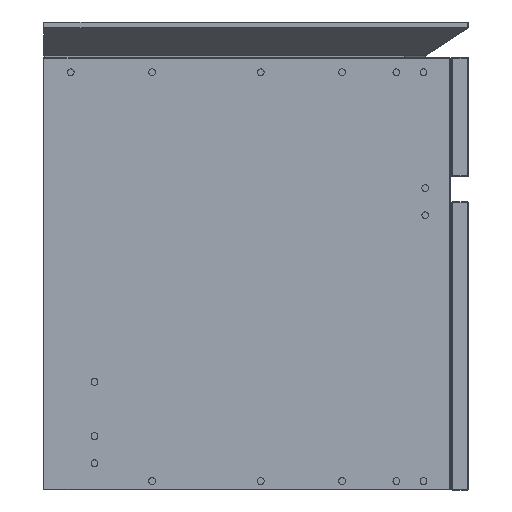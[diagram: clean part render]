
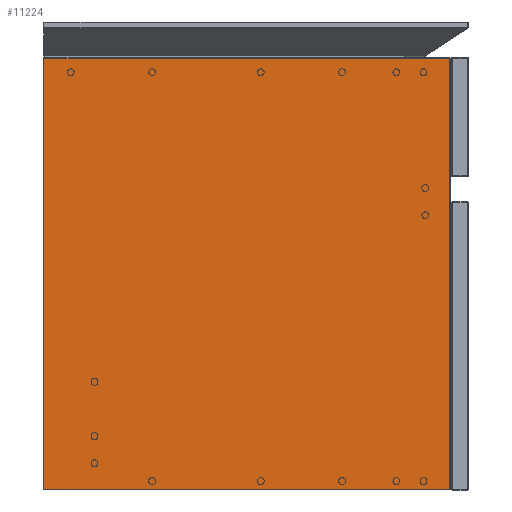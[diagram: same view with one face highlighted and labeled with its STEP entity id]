
A CAD part, left-side view. The second image highlights one B-rep face of the part: STEP entity #11224.
In plain terms, the highlighted planar face has unit normal (-1, 0, 0).
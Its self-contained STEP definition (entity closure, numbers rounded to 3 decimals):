
#11129=CARTESIAN_POINT('',(974.474,27221.6,-0.8));
#11130=VERTEX_POINT('',#11129);
#11137=CARTESIAN_POINT('',(974.474,26743.4,-0.8));
#11138=VERTEX_POINT('',#11137);
#11139=CARTESIAN_POINT('',(974.474,27221.6,-0.8));
#11140=DIRECTION('',(0.0,-1.0,0.0));
#11141=VECTOR('',#11140,478.2);
#11142=LINE('',#11139,#11141);
#11143=EDGE_CURVE('',#11130,#11138,#11142,.T.);
#11160=CARTESIAN_POINT('',(974.474,26743.4,-509.2));
#11161=VERTEX_POINT('',#11160);
#11162=CARTESIAN_POINT('',(974.474,26743.4,-0.8));
#11163=DIRECTION('',(0.0,0.0,-1.0));
#11164=VECTOR('',#11163,508.4);
#11165=LINE('',#11162,#11164);
#11166=EDGE_CURVE('',#11138,#11161,#11165,.T.);
#11201=CARTESIAN_POINT('',(974.474,26982.5,-0.799));
#11202=DIRECTION('',(-1.0,0.0,0.0));
#11203=DIRECTION('',(0.0,0.0,1.0));
#11204=AXIS2_PLACEMENT_3D('',#11201,#11202,#11203);
#11205=PLANE('',#11204);
#11206=ORIENTED_EDGE('',*,*,#11143,.F.);
#11207=CARTESIAN_POINT('',(974.474,27221.6,-509.2));
#11208=VERTEX_POINT('',#11207);
#11209=CARTESIAN_POINT('',(974.474,27221.6,-509.2));
#11210=DIRECTION('',(0.0,0.0,1.0));
#11211=VECTOR('',#11210,508.4);
#11212=LINE('',#11209,#11211);
#11213=EDGE_CURVE('',#11208,#11130,#11212,.T.);
#11214=ORIENTED_EDGE('',*,*,#11213,.F.);
#11215=CARTESIAN_POINT('',(974.474,26743.4,-509.2));
#11216=DIRECTION('',(0.0,1.0,0.0));
#11217=VECTOR('',#11216,478.2);
#11218=LINE('',#11215,#11217);
#11219=EDGE_CURVE('',#11161,#11208,#11218,.T.);
#11220=ORIENTED_EDGE('',*,*,#11219,.F.);
#11221=ORIENTED_EDGE('',*,*,#11166,.F.);
#11222=EDGE_LOOP('',(#11206,#11214,#11220,#11221));
#11223=FACE_OUTER_BOUND('',#11222,.T.);
#11224=ADVANCED_FACE('',(#11223),#11205,.T.);
